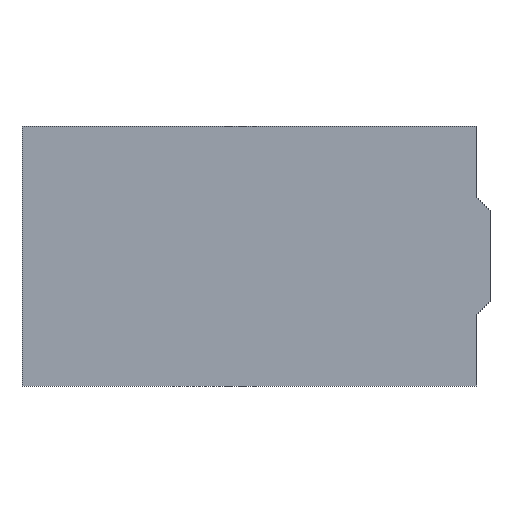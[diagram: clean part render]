
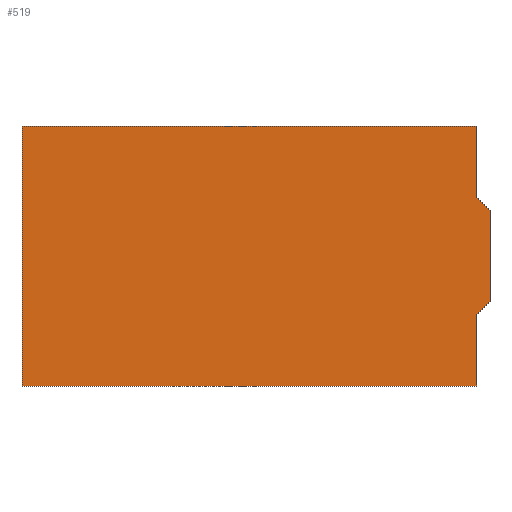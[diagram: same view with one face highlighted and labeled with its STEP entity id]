
A CAD part, front view. The second image highlights one B-rep face of the part: STEP entity #519.
In plain terms, the highlighted planar face has unit normal (0, -1, 0).
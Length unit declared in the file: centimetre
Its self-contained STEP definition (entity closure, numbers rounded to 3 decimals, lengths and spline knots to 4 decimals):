
#37=FACE_OUTER_BOUND($,#210,.T.);
#41=LINE($,#706,#95);
#43=LINE($,#713,#97);
#51=LINE($,#729,#105);
#53=LINE($,#733,#107);
#56=LINE($,#738,#110);
#75=LINE($,#803,#129);
#89=LINE($,#831,#143);
#90=LINE($,#832,#144);
#95=VECTOR($,#572,0.7);
#97=VECTOR($,#578,0.1414);
#105=VECTOR($,#590,0.1414);
#107=VECTOR($,#594,0.55);
#110=VECTOR($,#599,0.55);
#129=VECTOR($,#658,3.5);
#143=VECTOR($,#688,2.);
#144=VECTOR($,#689,3.5);
#210=EDGE_LOOP($,(#452,#453,#454,#455,#456,#457,#458,#459));
#232=VERTEX_POINT($,#700);
#234=VERTEX_POINT($,#704);
#237=VERTEX_POINT($,#712);
#243=VERTEX_POINT($,#728);
#244=VERTEX_POINT($,#732);
#245=VERTEX_POINT($,#736);
#271=VERTEX_POINT($,#802);
#277=VERTEX_POINT($,#830);
#282=EDGE_CURVE($,#234,#232,#41,.T.);
#285=EDGE_CURVE($,#232,#237,#43,.T.);
#293=EDGE_CURVE($,#243,#234,#51,.T.);
#295=EDGE_CURVE($,#244,#237,#53,.T.);
#298=EDGE_CURVE($,#243,#245,#56,.T.);
#327=EDGE_CURVE($,#271,#245,#75,.F.);
#341=EDGE_CURVE($,#277,#271,#89,.F.);
#342=EDGE_CURVE($,#277,#244,#90,.F.);
#452=ORIENTED_EDGE($,*,*,#285,.F.);
#453=ORIENTED_EDGE($,*,*,#282,.F.);
#454=ORIENTED_EDGE($,*,*,#293,.F.);
#455=ORIENTED_EDGE($,*,*,#298,.T.);
#456=ORIENTED_EDGE($,*,*,#327,.F.);
#457=ORIENTED_EDGE($,*,*,#341,.F.);
#458=ORIENTED_EDGE($,*,*,#342,.T.);
#459=ORIENTED_EDGE($,*,*,#295,.T.);
#493=PLANE($,#560);
#519=ADVANCED_FACE($,(#37),#493,.T.);
#560=AXIS2_PLACEMENT_3D($,#829,#686,#687);
#572=DIRECTION($,(0.,0.,-1.));
#578=DIRECTION($,(-0.707,0.,-0.707));
#590=DIRECTION($,(0.707,0.,-0.707));
#594=DIRECTION($,(0.,0.,1.));
#599=DIRECTION($,(0.,0.,1.));
#658=DIRECTION($,(-1.,0.,0.));
#686=DIRECTION('center_axis',(0.,-1.,0.));
#687=DIRECTION('ref_axis',(1.,0.,0.));
#688=DIRECTION($,(0.,0.,-1.));
#689=DIRECTION($,(-1.,0.,0.));
#700=CARTESIAN_POINT('',(0.6,-1.8,0.65));
#704=CARTESIAN_POINT('',(0.6,-1.8,1.35));
#706=CARTESIAN_POINT($,(0.6,-1.8,2.));
#712=CARTESIAN_POINT('',(0.5,-1.8,0.55));
#713=CARTESIAN_POINT($,(-0.5125,-1.8,-0.4625));
#728=CARTESIAN_POINT('',(0.5,-1.8,1.45));
#729=CARTESIAN_POINT($,(-0.0125,-1.8,1.9625));
#732=CARTESIAN_POINT('',(0.5,-1.8,0.));
#733=CARTESIAN_POINT($,(0.5,-1.8,0.));
#736=CARTESIAN_POINT('',(0.5,-1.8,2.));
#738=CARTESIAN_POINT($,(0.5,-1.8,0.));
#802=CARTESIAN_POINT('',(-3.,-1.8,2.));
#803=CARTESIAN_POINT($,(-2.2,-1.8,2.));
#829=CARTESIAN_POINT('Origin',(-3.1,-1.8,0.));
#830=CARTESIAN_POINT('',(-3.,-1.8,0.));
#831=CARTESIAN_POINT($,(-3.,-1.8,0.));
#832=CARTESIAN_POINT($,(-2.2,-1.8,0.));
